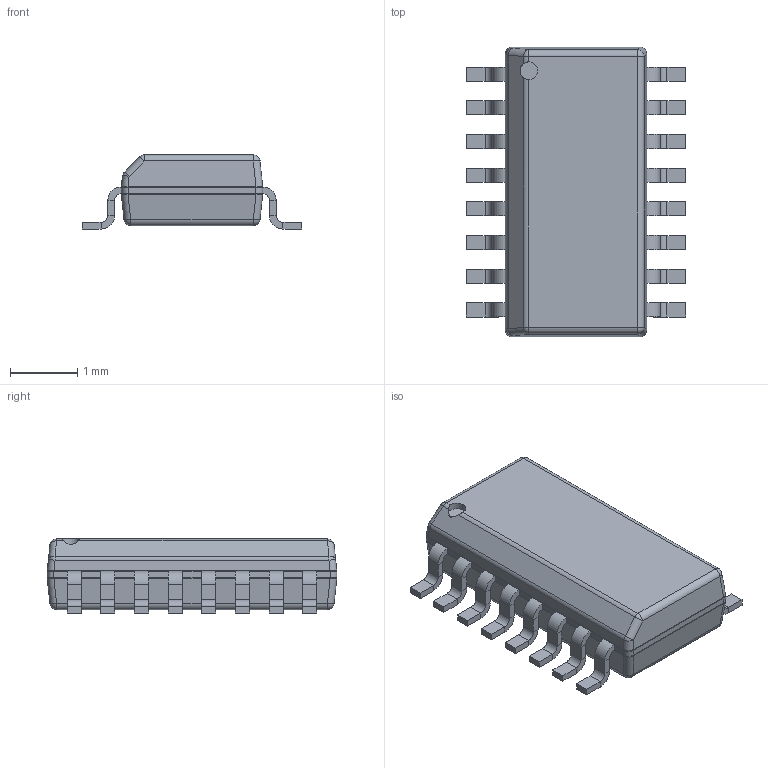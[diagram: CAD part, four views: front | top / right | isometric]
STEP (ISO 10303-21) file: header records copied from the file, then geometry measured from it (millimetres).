
FILE_DESCRIPTION(('Open CASCADE Model'),'2;1');
FILE_NAME('Open CASCADE Shape Model','2024-10-05T12:36:54',('Author'),( 'Open CASCADE'),'Open CASCADE STEP processor 6.8','Open CASCADE 6.8' ,'Unknown');
FILE_SCHEMA(('AUTOMOTIVE_DESIGN { 1 0 10303 214 1 1 1 1 }'));
Length unit declared in the file: millimetre
Products named in the file (7): PCB; Designator1; 22176305072; Open_CASCADE_STEP_translator_6.8_24.1; Body; Open_CASCADE_STEP_translator_6.8_24.2.1; Leader
Assembly tree (20 placements, depth 4):
  PCB
  Designator1
    22176305072
      Open_CASCADE_STEP_translator_6.8_24.1
      Body
        Open_CASCADE_STEP_translator_6.8_24.2.1
      Leader  x16
Bounding box: 3.26 x 4.3 x 1.1 mm (x, y, z)
Volume: 9.3 mm3; surface area: 39.1 mm2
Topology: 17 solids, 18 shells, 356 faces, 720 edges, 389 vertices
Faces by surface type: plane 241, cylinder 97, sphere 10, bspline 8
Full cylindrical faces by diameter (mm): 0.263 x1
Entity records: 3083 total; most frequent: CARTESIAN_POINT 1168, DIRECTION 377, ORIENTED_EDGE 339, EDGE_CURVE 170, AXIS2_PLACEMENT_3D 142, LINE 93, VECTOR 93, VERTEX_POINT 89
